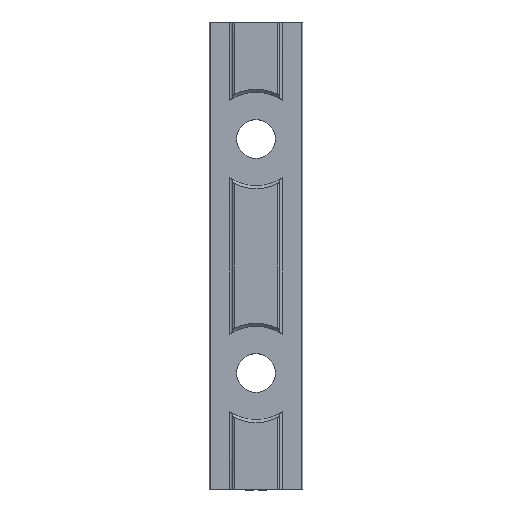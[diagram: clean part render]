
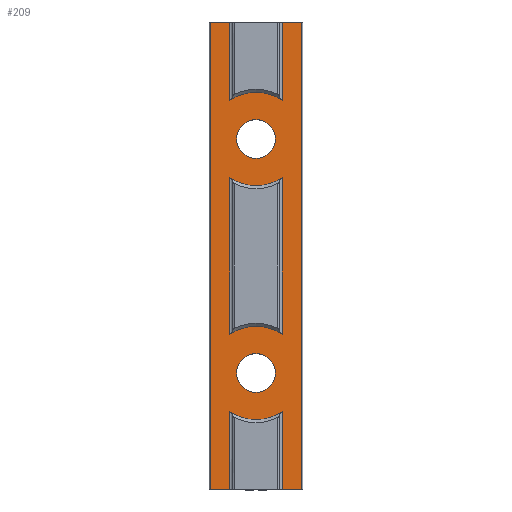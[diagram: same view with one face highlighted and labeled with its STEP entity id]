
A CAD part, top view. The second image highlights one B-rep face of the part: STEP entity #209.
In plain terms, the highlighted planar face has unit normal (0, 0, 1).
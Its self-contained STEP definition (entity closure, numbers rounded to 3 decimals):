
#209 = ADVANCED_FACE( '', ( #418, #419, #420, #421 ), #422, .T. );
#418 = FACE_BOUND( '', #625, .T. );
#419 = FACE_BOUND( '', #626, .T. );
#420 = FACE_BOUND( '', #627, .T. );
#421 = FACE_OUTER_BOUND( '', #628, .T. );
#422 = PLANE( '', #629 );
#625 = EDGE_LOOP( '', ( #1222 ) );
#626 = EDGE_LOOP( '', ( #1223 ) );
#627 = EDGE_LOOP( '', ( #1224, #1225, #1226, #1227 ) );
#628 = EDGE_LOOP( '', ( #1228, #1229, #1230, #1231, #1232, #1233, #1234, #1235, #1236, #1237, #1238, #1239 ) );
#629 = AXIS2_PLACEMENT_3D( '', #1240, #1241, #1242 );
#1222 = ORIENTED_EDGE( '', *, *, #1373, .T. );
#1223 = ORIENTED_EDGE( '', *, *, #1332, .T. );
#1224 = ORIENTED_EDGE( '', *, *, #1517, .F. );
#1225 = ORIENTED_EDGE( '', *, *, #1496, .T. );
#1226 = ORIENTED_EDGE( '', *, *, #1525, .T. );
#1227 = ORIENTED_EDGE( '', *, *, #1461, .T. );
#1228 = ORIENTED_EDGE( '', *, *, #1526, .T. );
#1229 = ORIENTED_EDGE( '', *, *, #1468, .F. );
#1230 = ORIENTED_EDGE( '', *, *, #1448, .T. );
#1231 = ORIENTED_EDGE( '', *, *, #1348, .T. );
#1232 = ORIENTED_EDGE( '', *, *, #1293, .F. );
#1233 = ORIENTED_EDGE( '', *, *, #1502, .F. );
#1234 = ORIENTED_EDGE( '', *, *, #1527, .T. );
#1235 = ORIENTED_EDGE( '', *, *, #1490, .T. );
#1236 = ORIENTED_EDGE( '', *, *, #1310, .F. );
#1237 = ORIENTED_EDGE( '', *, *, #1283, .F. );
#1238 = ORIENTED_EDGE( '', *, *, #1437, .T. );
#1239 = ORIENTED_EDGE( '', *, *, #1398, .T. );
#1240 = CARTESIAN_POINT( '', ( 4.45, 80., 1.85 ) );
#1241 = DIRECTION( '', ( 0., 0., 1. ) );
#1242 = DIRECTION( '', ( 1., 0., 0. ) );
#1283 = EDGE_CURVE( '', #1538, #1534, #1540, .T. );
#1293 = EDGE_CURVE( '', #1556, #1558, #1559, .T. );
#1310 = EDGE_CURVE( '', #1534, #1591, #1592, .T. );
#1332 = EDGE_CURVE( '', #1633, #1633, #1634, .T. );
#1348 = EDGE_CURVE( '', #1658, #1558, #1659, .T. );
#1373 = EDGE_CURVE( '', #1699, #1699, #1700, .T. );
#1398 = EDGE_CURVE( '', #1735, #1732, #1736, .T. );
#1437 = EDGE_CURVE( '', #1538, #1735, #1794, .T. );
#1448 = EDGE_CURVE( '', #1810, #1658, #1811, .T. );
#1461 = EDGE_CURVE( '', #1827, #1825, #1828, .T. );
#1468 = EDGE_CURVE( '', #1810, #1834, #1837, .T. );
#1490 = EDGE_CURVE( '', #1862, #1591, #1864, .T. );
#1496 = EDGE_CURVE( '', #1871, #1869, #1872, .T. );
#1502 = EDGE_CURVE( '', #1877, #1556, #1880, .T. );
#1517 = EDGE_CURVE( '', #1871, #1825, #1896, .T. );
#1525 = EDGE_CURVE( '', #1869, #1827, #1904, .T. );
#1526 = EDGE_CURVE( '', #1732, #1834, #1905, .T. );
#1527 = EDGE_CURVE( '', #1877, #1862, #1906, .T. );
#1534 = VERTEX_POINT( '', #1913 );
#1538 = VERTEX_POINT( '', #1918 );
#1540 = LINE( '', #1920, #1921 );
#1556 = VERTEX_POINT( '', #1943 );
#1558 = VERTEX_POINT( '', #1945 );
#1559 = LINE( '', #1946, #1947 );
#1591 = VERTEX_POINT( '', #1987 );
#1592 = LINE( '', #1988, #1989 );
#1633 = VERTEX_POINT( '', #2084 );
#1634 = CIRCLE( '', #2085, 3.324 );
#1658 = VERTEX_POINT( '', #2130 );
#1659 = LINE( '', #2131, #2132 );
#1699 = VERTEX_POINT( '', #2226 );
#1700 = CIRCLE( '', #2227, 3.324 );
#1732 = VERTEX_POINT( '', #2282 );
#1735 = VERTEX_POINT( '', #2294 );
#1736 = LINE( '', #2295, #2296 );
#1794 = LINE( '', #2406, #2407 );
#1810 = VERTEX_POINT( '', #2428 );
#1811 = LINE( '', #2429, #2430 );
#1825 = VERTEX_POINT( '', #2449 );
#1827 = VERTEX_POINT( '', #2456 );
#1828 = CIRCLE( '', #2457, 8. );
#1834 = VERTEX_POINT( '', #2473 );
#1837 = LINE( '', #2482, #2483 );
#1862 = VERTEX_POINT( '', #2527 );
#1864 = LINE( '', #2534, #2535 );
#1869 = VERTEX_POINT( '', #2541 );
#1871 = VERTEX_POINT( '', #2548 );
#1872 = CIRCLE( '', #2549, 8. );
#1877 = VERTEX_POINT( '', #2564 );
#1880 = LINE( '', #2576, #2577 );
#1896 = LINE( '', #2604, #2605 );
#1904 = LINE( '', #2614, #2615 );
#1905 = CIRCLE( '', #2616, 8. );
#1906 = CIRCLE( '', #2617, 8. );
#1913 = CARTESIAN_POINT( '', ( 7.8, 0., 1.85 ) );
#1918 = CARTESIAN_POINT( '', ( 7.8, 80., 1.85 ) );
#1920 = CARTESIAN_POINT( '', ( 7.8, 80., 1.85 ) );
#1921 = VECTOR( '', #2629, 1000. );
#1943 = CARTESIAN_POINT( '', ( -4.45, 0., 1.85 ) );
#1945 = CARTESIAN_POINT( '', ( -7.8, 0., 1.85 ) );
#1946 = CARTESIAN_POINT( '', ( -7.8, 0., 1.85 ) );
#1947 = VECTOR( '', #2642, 1000. );
#1987 = CARTESIAN_POINT( '', ( 4.45, 0., 1.85 ) );
#1988 = CARTESIAN_POINT( '', ( 4.45, 0., 1.85 ) );
#1989 = VECTOR( '', #2675, 1000. );
#2084 = CARTESIAN_POINT( '', ( 3.323, 20., 1.85 ) );
#2085 = AXIS2_PLACEMENT_3D( '', #2708, #2709, #2710 );
#2130 = CARTESIAN_POINT( '', ( -7.8, 80., 1.85 ) );
#2131 = CARTESIAN_POINT( '', ( -7.8, 80., 1.85 ) );
#2132 = VECTOR( '', #2719, 1000. );
#2226 = CARTESIAN_POINT( '', ( 3.323, 60., 1.85 ) );
#2227 = AXIS2_PLACEMENT_3D( '', #2752, #2753, #2754 );
#2282 = CARTESIAN_POINT( '', ( 4.45, 66.648, 1.85 ) );
#2294 = CARTESIAN_POINT( '', ( 4.45, 80., 1.85 ) );
#2295 = CARTESIAN_POINT( '', ( 4.45, 80., 1.85 ) );
#2296 = VECTOR( '', #2774, 1000. );
#2406 = CARTESIAN_POINT( '', ( 4.45, 80., 1.85 ) );
#2407 = VECTOR( '', #2811, 1000. );
#2428 = CARTESIAN_POINT( '', ( -4.45, 80., 1.85 ) );
#2429 = CARTESIAN_POINT( '', ( -7.8, 80., 1.85 ) );
#2430 = VECTOR( '', #2832, 1000. );
#2449 = CARTESIAN_POINT( '', ( -4.45, 26.648, 1.85 ) );
#2456 = CARTESIAN_POINT( '', ( 4.45, 26.648, 1.85 ) );
#2457 = AXIS2_PLACEMENT_3D( '', #2841, #2842, #2843 );
#2473 = CARTESIAN_POINT( '', ( -4.45, 66.648, 1.85 ) );
#2482 = CARTESIAN_POINT( '', ( -4.45, 80., 1.85 ) );
#2483 = VECTOR( '', #2846, 1000. );
#2527 = CARTESIAN_POINT( '', ( 4.45, 13.352, 1.85 ) );
#2534 = CARTESIAN_POINT( '', ( 4.45, 80., 1.85 ) );
#2535 = VECTOR( '', #2856, 1000. );
#2541 = CARTESIAN_POINT( '', ( 4.45, 53.352, 1.85 ) );
#2548 = CARTESIAN_POINT( '', ( -4.45, 53.352, 1.85 ) );
#2549 = AXIS2_PLACEMENT_3D( '', #2861, #2862, #2863 );
#2564 = CARTESIAN_POINT( '', ( -4.45, 13.352, 1.85 ) );
#2576 = CARTESIAN_POINT( '', ( -4.45, 80., 1.85 ) );
#2577 = VECTOR( '', #2865, 1000. );
#2604 = CARTESIAN_POINT( '', ( -4.45, 80., 1.85 ) );
#2605 = VECTOR( '', #2873, 1000. );
#2614 = CARTESIAN_POINT( '', ( 4.45, 80., 1.85 ) );
#2615 = VECTOR( '', #2875, 1000. );
#2616 = AXIS2_PLACEMENT_3D( '', #2876, #2877, #2878 );
#2617 = AXIS2_PLACEMENT_3D( '', #2879, #2880, #2881 );
#2629 = DIRECTION( '', ( 0., -1., 0. ) );
#2642 = DIRECTION( '', ( -1., 0., 0. ) );
#2675 = DIRECTION( '', ( -1., 0., 0. ) );
#2708 = CARTESIAN_POINT( '', ( 0., 20., 1.85 ) );
#2709 = DIRECTION( '', ( 0., 0., -1. ) );
#2710 = DIRECTION( '', ( 1., 0., 0. ) );
#2719 = DIRECTION( '', ( 0., -1., 0. ) );
#2752 = CARTESIAN_POINT( '', ( 0., 60., 1.85 ) );
#2753 = DIRECTION( '', ( 0., 0., -1. ) );
#2754 = DIRECTION( '', ( 1., 0., 0. ) );
#2774 = DIRECTION( '', ( 0., -1., 0. ) );
#2811 = DIRECTION( '', ( -1., 0., 0. ) );
#2832 = DIRECTION( '', ( -1., 0., 0. ) );
#2841 = CARTESIAN_POINT( '', ( 0., 20., 1.85 ) );
#2842 = DIRECTION( '', ( 0., 0., 1. ) );
#2843 = DIRECTION( '', ( 1., 0., 0. ) );
#2846 = DIRECTION( '', ( 0., -1., 0. ) );
#2856 = DIRECTION( '', ( 0., -1., 0. ) );
#2861 = CARTESIAN_POINT( '', ( 0., 60., 1.85 ) );
#2862 = DIRECTION( '', ( 0., 0., 1. ) );
#2863 = DIRECTION( '', ( 1., 0., 0. ) );
#2865 = DIRECTION( '', ( 0., -1., 0. ) );
#2873 = DIRECTION( '', ( 0., -1., 0. ) );
#2875 = DIRECTION( '', ( 0., -1., 0. ) );
#2876 = CARTESIAN_POINT( '', ( 0., 60., 1.85 ) );
#2877 = DIRECTION( '', ( 0., 0., 1. ) );
#2878 = DIRECTION( '', ( 1., 0., 0. ) );
#2879 = CARTESIAN_POINT( '', ( 0., 20., 1.85 ) );
#2880 = DIRECTION( '', ( 0., 0., 1. ) );
#2881 = DIRECTION( '', ( 1., 0., 0. ) );
